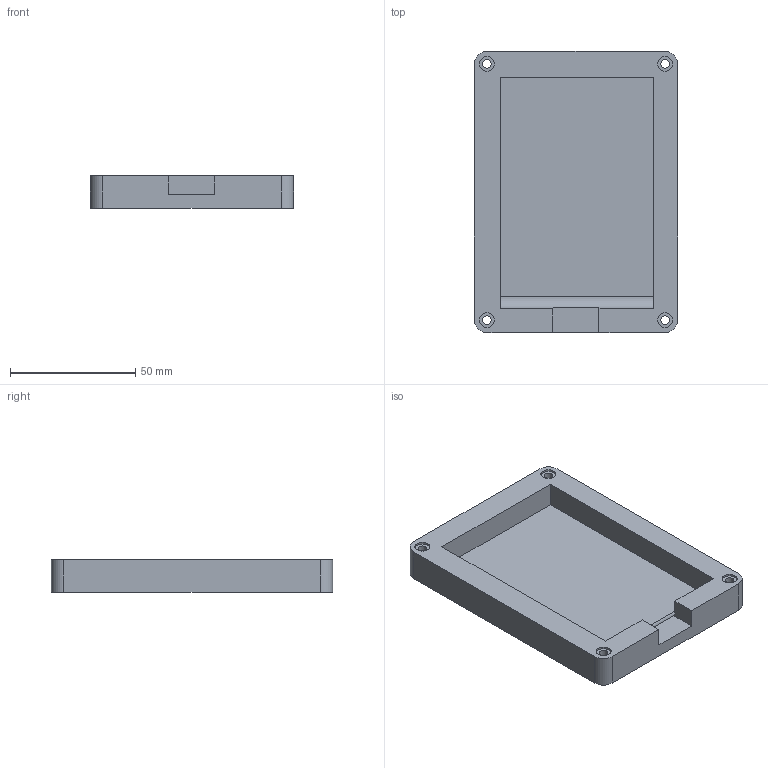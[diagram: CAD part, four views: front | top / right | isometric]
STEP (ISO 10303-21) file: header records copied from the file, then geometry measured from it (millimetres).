
FILE_DESCRIPTION(/* description */ (''),/* implementation_level */ '2;1');
FILE_NAME(/* name */ 'Case_Back.step',/* time_stamp */ '2025-12-23T17:44:03-05:00',/* author */ (''),/* organization */ (''),/* preprocessor_version */ 'ST-DEVELOPER v20.1',/* originating_system */ 'Autodesk Translation Framework v14.21.0.0',/* authorisation */ '');
FILE_SCHEMA (('AUTOMOTIVE_DESIGN { 1 0 10303 214 3 1 1 }'));
Length unit declared in the file: millimetre
Products named in the file (2): 2025-12-23-15-45-36-195; 2025-12-23-15-51-51-897
Assembly tree (1 placements, depth 2):
  2025-12-23-15-45-36-195
    2025-12-23-15-51-51-897
Bounding box: 81.2 x 112.4 x 13 mm (x, y, z)
Volume: 60050.3 mm3; surface area: 26549.3 mm2
Topology: 1 solids, 1 shells, 40 faces, 90 edges, 60 vertices
Faces by surface type: plane 23, cylinder 17
Full cylindrical faces by diameter (mm): 3.4 x4, 6 x8
Entity records: 1199 total; most frequent: DIRECTION 212, CARTESIAN_POINT 193, ORIENTED_EDGE 180, EDGE_CURVE 90, AXIS2_PLACEMENT_3D 79, VERTEX_POINT 60, EDGE_LOOP 56, LINE 54
